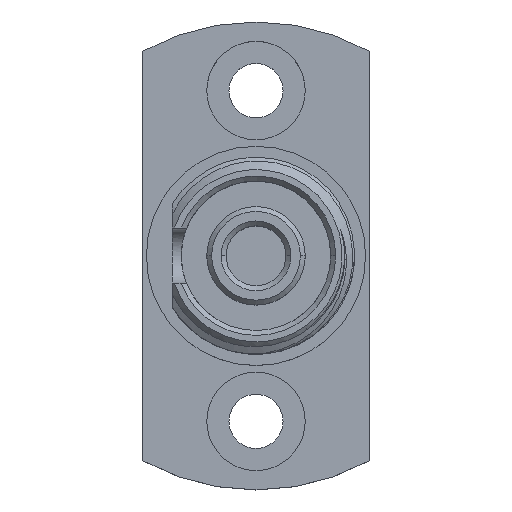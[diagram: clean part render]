
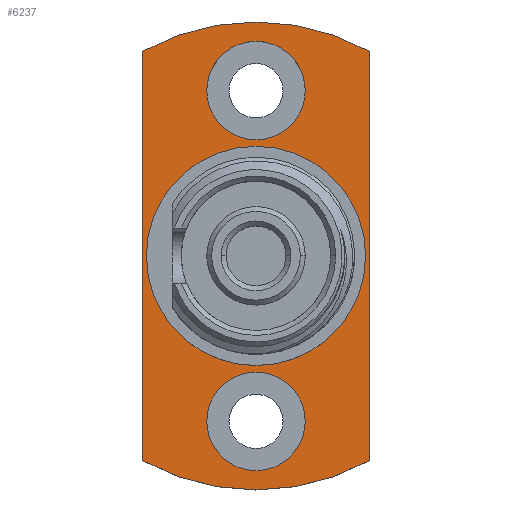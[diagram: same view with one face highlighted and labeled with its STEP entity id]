
A CAD part, top view. The second image highlights one B-rep face of the part: STEP entity #6237.
In plain terms, the highlighted planar face has unit normal (0, 0, 1).
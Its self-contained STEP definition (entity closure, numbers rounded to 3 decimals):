
#35 = EDGE_CURVE ( 'NONE', #6407, #6415, #6698, .T. ) ;
#36 = EDGE_CURVE ( 'NONE', #6415, #6403, #6700, .T. ) ;
#37 = EDGE_CURVE ( 'NONE', #6403, #6402, #6702, .T. ) ;
#42 = EDGE_CURVE ( 'NONE', #6402, #6407, #6706, .T. ) ;
#43 = EDGE_CURVE ( 'NONE', #6455, #6454, #6710, .T. ) ;
#44 = EDGE_CURVE ( 'NONE', #6451, #6450, #6708, .T. ) ;
#45 = EDGE_CURVE ( 'NONE', #6419, #6418, #6712, .T. ) ;
#75 = AXIS2_PLACEMENT_3D ( 'NONE', #7758, #7757, #7756 ) ;
#76 = AXIS2_PLACEMENT_3D ( 'NONE', #7753, #7752, #7769 ) ;
#78 = AXIS2_PLACEMENT_3D ( 'NONE', #6941, #6942, #6943 ) ;
#79 = AXIS2_PLACEMENT_3D ( 'NONE', #6944, #6945, #6946 ) ;
#80 = AXIS2_PLACEMENT_3D ( 'NONE', #6947, #6948, #6949 ) ;
#129 = CARTESIAN_POINT ( 'NONE',  ( 0., -6.715, 2. ) ) ;
#130 = DIRECTION ( 'NONE',  ( 0., 0., 1. ) ) ;
#131 = DIRECTION ( 'NONE',  ( 1., 0., 0. ) ) ;
#139 = CARTESIAN_POINT ( 'NONE',  ( 0., 6.715, 2. ) ) ;
#140 = DIRECTION ( 'NONE',  ( 0., 0., 1. ) ) ;
#141 = DIRECTION ( 'NONE',  ( 1., 0., 0. ) ) ;
#636 = PLANE ( 'NONE',  #7265 ) ;
#644 = CARTESIAN_POINT ( 'NONE',  ( 0., 0., 2. ) ) ;
#645 = DIRECTION ( 'NONE',  ( 0., 0., 1. ) ) ;
#646 = DIRECTION ( 'NONE',  ( 1., 0., 0. ) ) ;
#5164 = CARTESIAN_POINT ( 'NONE',  ( -4.6, 8.312, 2. ) ) ;
#5165 = CARTESIAN_POINT ( 'NONE',  ( 4.6, 8.312, 2. ) ) ;
#5169 = CARTESIAN_POINT ( 'NONE',  ( -4.6, -8.312, 2. ) ) ;
#5177 = CARTESIAN_POINT ( 'NONE',  ( 4.6, -8.312, 2. ) ) ;
#5180 = CARTESIAN_POINT ( 'NONE',  ( 4.45, 0., 2. ) ) ;
#5181 = CARTESIAN_POINT ( 'NONE',  ( -4.45, 0., 2. ) ) ;
#5212 = CARTESIAN_POINT ( 'NONE',  ( -2., -6.715, 2. ) ) ;
#5213 = CARTESIAN_POINT ( 'NONE',  ( 2., -6.715, 2. ) ) ;
#5216 = CARTESIAN_POINT ( 'NONE',  ( -2., 6.715, 2. ) ) ;
#5217 = CARTESIAN_POINT ( 'NONE',  ( 2., 6.715, 2. ) ) ;
#5329 = EDGE_CURVE ( 'NONE', #6418, #6419, #6782, .T. ) ;
#5349 = EDGE_CURVE ( 'NONE', #6450, #6451, #6815, .T. ) ;
#5353 = EDGE_CURVE ( 'NONE', #6454, #6455, #6821, .T. ) ;
#5431 = FACE_OUTER_BOUND ( 'NONE', #6601, .T. ) ;
#5432 = FACE_BOUND ( 'NONE', #6582, .T. ) ;
#5434 = FACE_BOUND ( 'NONE', #6576, .T. ) ;
#5435 = FACE_BOUND ( 'NONE', #6580, .T. ) ;
#6237 = ADVANCED_FACE ( 'NONE', ( #5431, #5435, #5432, #5434 ), #636, .T. ) ;
#6402 = VERTEX_POINT ( 'NONE', #5164 ) ;
#6403 = VERTEX_POINT ( 'NONE', #5165 ) ;
#6407 = VERTEX_POINT ( 'NONE', #5169 ) ;
#6415 = VERTEX_POINT ( 'NONE', #5177 ) ;
#6418 = VERTEX_POINT ( 'NONE', #5180 ) ;
#6419 = VERTEX_POINT ( 'NONE', #5181 ) ;
#6450 = VERTEX_POINT ( 'NONE', #5212 ) ;
#6451 = VERTEX_POINT ( 'NONE', #5213 ) ;
#6454 = VERTEX_POINT ( 'NONE', #5216 ) ;
#6455 = VERTEX_POINT ( 'NONE', #5217 ) ;
#6576 = EDGE_LOOP ( 'NONE', ( #7041, #7040 ) ) ;
#6580 = EDGE_LOOP ( 'NONE', ( #6992, #6994 ) ) ;
#6582 = EDGE_LOOP ( 'NONE', ( #7007, #7031 ) ) ;
#6601 = EDGE_LOOP ( 'NONE', ( #6978, #6964, #6971, #6990 ) ) ;
#6698 = CIRCLE ( 'NONE', #75, 9.5 ) ;
#6700 = LINE ( 'NONE', #7759, #6703 ) ;
#6702 = CIRCLE ( 'NONE', #76, 9.5 ) ;
#6703 = VECTOR ( 'NONE', #7764, 1000. ) ;
#6706 = LINE ( 'NONE', #6937, #6711 ) ;
#6708 = CIRCLE ( 'NONE', #79, 2. ) ;
#6710 = CIRCLE ( 'NONE', #78, 2. ) ;
#6711 = VECTOR ( 'NONE', #6939, 1000. ) ;
#6712 = CIRCLE ( 'NONE', #80, 4.45 ) ;
#6782 = CIRCLE ( 'NONE', #7215, 4.45 ) ;
#6815 = CIRCLE ( 'NONE', #7225, 2. ) ;
#6821 = CIRCLE ( 'NONE', #7227, 2. ) ;
#6937 = CARTESIAN_POINT ( 'NONE',  ( -4.6, -8.312, 2. ) ) ;
#6939 = DIRECTION ( 'NONE',  ( 0., -1., 0. ) ) ;
#6941 = CARTESIAN_POINT ( 'NONE',  ( 0., 6.715, 2. ) ) ;
#6942 = DIRECTION ( 'NONE',  ( 0., 0., 1. ) ) ;
#6943 = DIRECTION ( 'NONE',  ( 1., 0., 0. ) ) ;
#6944 = CARTESIAN_POINT ( 'NONE',  ( 0., -6.715, 2. ) ) ;
#6945 = DIRECTION ( 'NONE',  ( 0., 0., 1. ) ) ;
#6946 = DIRECTION ( 'NONE',  ( 1., 0., 0. ) ) ;
#6947 = CARTESIAN_POINT ( 'NONE',  ( 0., 0., 2. ) ) ;
#6948 = DIRECTION ( 'NONE',  ( 0., 0., 1. ) ) ;
#6949 = DIRECTION ( 'NONE',  ( 1., 0., 0. ) ) ;
#6964 = ORIENTED_EDGE ( 'NONE', *, *, #36, .T. ) ;
#6971 = ORIENTED_EDGE ( 'NONE', *, *, #37, .T. ) ;
#6978 = ORIENTED_EDGE ( 'NONE', *, *, #35, .T. ) ;
#6990 = ORIENTED_EDGE ( 'NONE', *, *, #42, .T. ) ;
#6992 = ORIENTED_EDGE ( 'NONE', *, *, #43, .F. ) ;
#6994 = ORIENTED_EDGE ( 'NONE', *, *, #5353, .F. ) ;
#7007 = ORIENTED_EDGE ( 'NONE', *, *, #44, .F. ) ;
#7031 = ORIENTED_EDGE ( 'NONE', *, *, #5349, .F. ) ;
#7040 = ORIENTED_EDGE ( 'NONE', *, *, #5329, .F. ) ;
#7041 = ORIENTED_EDGE ( 'NONE', *, *, #45, .F. ) ;
#7180 = CARTESIAN_POINT ( 'NONE',  ( 0., 0., 2. ) ) ;
#7181 = DIRECTION ( 'NONE',  ( 0., 0., 1. ) ) ;
#7182 = DIRECTION ( 'NONE',  ( 1., 0., 0. ) ) ;
#7215 = AXIS2_PLACEMENT_3D ( 'NONE', #7180, #7181, #7182 ) ;
#7225 = AXIS2_PLACEMENT_3D ( 'NONE', #129, #130, #131 ) ;
#7227 = AXIS2_PLACEMENT_3D ( 'NONE', #139, #140, #141 ) ;
#7265 = AXIS2_PLACEMENT_3D ( 'NONE', #644, #645, #646 ) ;
#7752 = DIRECTION ( 'NONE',  ( 0., 0., 1. ) ) ;
#7753 = CARTESIAN_POINT ( 'NONE',  ( 0., 0., 2. ) ) ;
#7756 = DIRECTION ( 'NONE',  ( 1., 0., 0. ) ) ;
#7757 = DIRECTION ( 'NONE',  ( 0., 0., 1. ) ) ;
#7758 = CARTESIAN_POINT ( 'NONE',  ( 0., 0., 2. ) ) ;
#7759 = CARTESIAN_POINT ( 'NONE',  ( 4.6, -8.312, 2. ) ) ;
#7764 = DIRECTION ( 'NONE',  ( 0., 1., 0. ) ) ;
#7769 = DIRECTION ( 'NONE',  ( 1., 0., 0. ) ) ;
